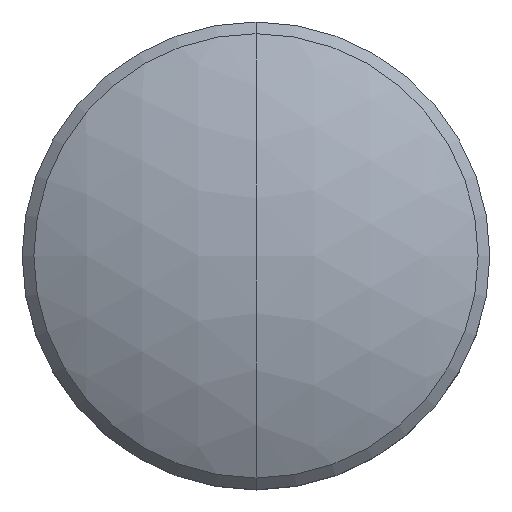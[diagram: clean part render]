
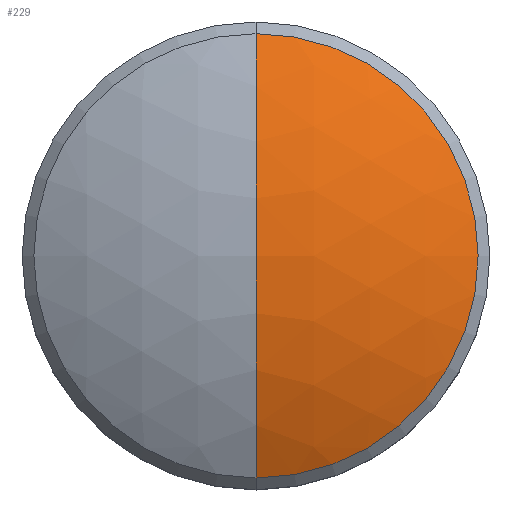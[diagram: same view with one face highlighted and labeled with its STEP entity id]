
A CAD part, top view. The second image highlights one B-rep face of the part: STEP entity #229.
In plain terms, the highlighted spherical face has radius 2.067 mm.
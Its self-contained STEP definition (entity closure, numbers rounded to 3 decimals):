
#9 = AXIS2_PLACEMENT_3D ( 'NONE', #148, #51, #195 ) ;
#10 = DIRECTION ( 'NONE',  ( -1., 0., 0. ) ) ;
#24 = EDGE_LOOP ( 'NONE', ( #257, #49, #223 ) ) ;
#32 = CARTESIAN_POINT ( 'NONE',  ( 0.661, 0.356, 1.671 ) ) ;
#33 = DIRECTION ( 'NONE',  ( 0., 0., 1. ) ) ;
#49 = ORIENTED_EDGE ( 'NONE', *, *, #220, .T. ) ;
#50 = EDGE_CURVE ( 'NONE', #149, #139, #177, .T. ) ;
#51 = DIRECTION ( 'NONE',  ( 1., 0., 0. ) ) ;
#73 = CARTESIAN_POINT ( 'NONE',  ( 0.661, 1.306, -0.165 ) ) ;
#74 = CARTESIAN_POINT ( 'NONE',  ( 0.661, 1.306, 1.902 ) ) ;
#90 = DIRECTION ( 'NONE',  ( 0., 1., 0. ) ) ;
#117 = DIRECTION ( 'NONE',  ( 0., 0., -1. ) ) ;
#126 = CIRCLE ( 'NONE', #260, 2.067 ) ;
#139 = VERTEX_POINT ( 'NONE', #32 ) ;
#145 = AXIS2_PLACEMENT_3D ( 'NONE', #241, #117, #245 ) ;
#148 = CARTESIAN_POINT ( 'NONE',  ( 0.661, 1.306, -0.165 ) ) ;
#149 = VERTEX_POINT ( 'NONE', #268 ) ;
#166 = EDGE_CURVE ( 'NONE', #211, #149, #126, .T. ) ;
#177 = CIRCLE ( 'NONE', #145, 0.95 ) ;
#195 = DIRECTION ( 'NONE',  ( 0., 1., 0. ) ) ;
#196 = CARTESIAN_POINT ( 'NONE',  ( 0.661, 1.306, -0.165 ) ) ;
#205 = FACE_OUTER_BOUND ( 'NONE', #24, .T. ) ;
#211 = VERTEX_POINT ( 'NONE', #74 ) ;
#220 = EDGE_CURVE ( 'NONE', #211, #139, #242, .T. ) ;
#223 = ORIENTED_EDGE ( 'NONE', *, *, #50, .F. ) ;
#229 = ADVANCED_FACE ( 'NONE', ( #205 ), #235, .T. ) ;
#235 = SPHERICAL_SURFACE ( 'NONE', #289, 2.067 ) ;
#241 = CARTESIAN_POINT ( 'NONE',  ( 0.661, 1.306, 1.671 ) ) ;
#242 = CIRCLE ( 'NONE', #9, 2.067 ) ;
#245 = DIRECTION ( 'NONE',  ( 0., 1., 0. ) ) ;
#257 = ORIENTED_EDGE ( 'NONE', *, *, #166, .F. ) ;
#260 = AXIS2_PLACEMENT_3D ( 'NONE', #196, #10, #33 ) ;
#268 = CARTESIAN_POINT ( 'NONE',  ( 0.661, 2.256, 1.671 ) ) ;
#289 = AXIS2_PLACEMENT_3D ( 'NONE', #73, #290, #90 ) ;
#290 = DIRECTION ( 'NONE',  ( 1., 0., 0. ) ) ;
